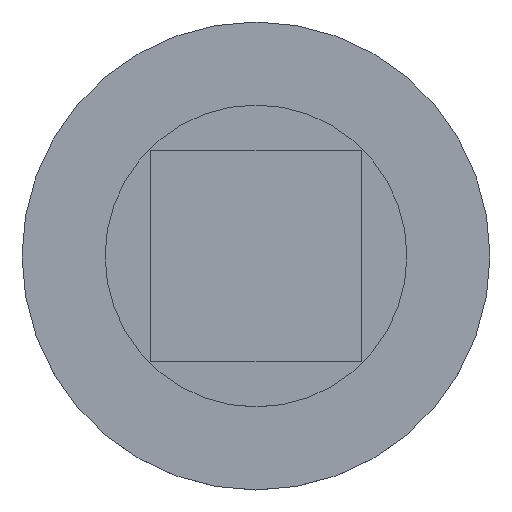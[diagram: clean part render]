
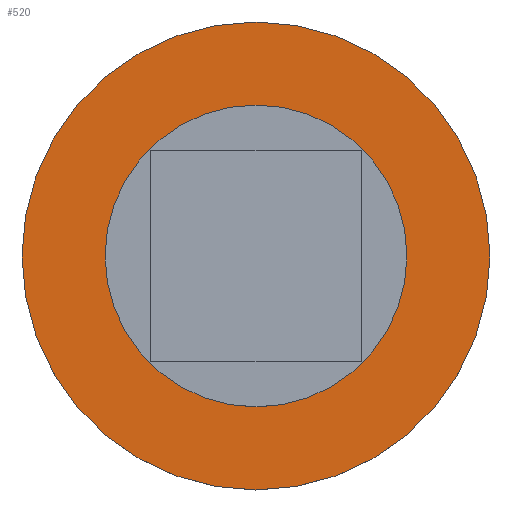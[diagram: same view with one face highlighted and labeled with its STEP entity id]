
A CAD part, top view. The second image highlights one B-rep face of the part: STEP entity #520.
In plain terms, the highlighted planar face has unit normal (0, 0, 1).
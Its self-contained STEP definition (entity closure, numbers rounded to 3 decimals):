
#60 = CARTESIAN_POINT ( 'NONE',  ( 32.25, 0., 12.058 ) ) ;
#69 = CARTESIAN_POINT ( 'NONE',  ( 0., 0., 12.058 ) ) ;
#76 = CARTESIAN_POINT ( 'NONE',  ( -32.25, 0., 12.058 ) ) ;
#77 = DIRECTION ( 'NONE',  ( 1., 0., 0. ) ) ;
#78 = DIRECTION ( 'NONE',  ( 0., 0., 1. ) ) ;
#79 = AXIS2_PLACEMENT_3D ( 'NONE', #69, #78, #77 ) ;
#80 = CIRCLE ( 'NONE', #79, 32.25 ) ;
#99 = CIRCLE ( 'NONE', #117, 50. ) ;
#106 = CARTESIAN_POINT ( 'NONE',  ( 50., 0., 12.058 ) ) ;
#108 = CARTESIAN_POINT ( 'NONE',  ( 0., 0., 12.058 ) ) ;
#109 = DIRECTION ( 'NONE',  ( 0., 0., -1. ) ) ;
#110 = CARTESIAN_POINT ( 'NONE',  ( -50., 0., 12.058 ) ) ;
#111 = DIRECTION ( 'NONE',  ( -1., 0., 0. ) ) ;
#117 = AXIS2_PLACEMENT_3D ( 'NONE', #108, #109, #111 ) ;
#137 = PLANE ( 'NONE',  #138 ) ;
#138 = AXIS2_PLACEMENT_3D ( 'NONE', #147, #146, #145 ) ;
#145 = DIRECTION ( 'NONE',  ( -1., 0., 0. ) ) ;
#146 = DIRECTION ( 'NONE',  ( 0., 0., -1. ) ) ;
#147 = CARTESIAN_POINT ( 'NONE',  ( 0., 57.735, 12.058 ) ) ;
#151 = FACE_OUTER_BOUND ( 'NONE', #537, .T. ) ;
#152 = FACE_BOUND ( 'NONE', #523, .T. ) ;
#237 = DIRECTION ( 'NONE',  ( -1., 0., 0. ) ) ;
#238 = DIRECTION ( 'NONE',  ( 0., 0., -1. ) ) ;
#239 = CARTESIAN_POINT ( 'NONE',  ( 0., 0., 12.058 ) ) ;
#252 = DIRECTION ( 'NONE',  ( 1., 0., 0. ) ) ;
#253 = DIRECTION ( 'NONE',  ( 0., 0., 1. ) ) ;
#254 = CARTESIAN_POINT ( 'NONE',  ( 0., 0., 12.058 ) ) ;
#256 = AXIS2_PLACEMENT_3D ( 'NONE', #239, #238, #237 ) ;
#257 = CIRCLE ( 'NONE', #256, 50. ) ;
#269 = AXIS2_PLACEMENT_3D ( 'NONE', #254, #253, #252 ) ;
#270 = CIRCLE ( 'NONE', #269, 32.25 ) ;
#468 = EDGE_CURVE ( 'NONE', #492, #469, #80, .T. ) ;
#469 = VERTEX_POINT ( 'NONE', #76 ) ;
#492 = VERTEX_POINT ( 'NONE', #60 ) ;
#500 = VERTEX_POINT ( 'NONE', #110 ) ;
#502 = EDGE_CURVE ( 'NONE', #500, #503, #99, .T. ) ;
#503 = VERTEX_POINT ( 'NONE', #106 ) ;
#520 = ADVANCED_FACE ( 'NONE', ( #152, #151 ), #137, .F. ) ;
#523 = EDGE_LOOP ( 'NONE', ( #528, #527 ) ) ;
#526 = ORIENTED_EDGE ( 'NONE', *, *, #502, .F. ) ;
#527 = ORIENTED_EDGE ( 'NONE', *, *, #612, .F. ) ;
#528 = ORIENTED_EDGE ( 'NONE', *, *, #468, .F. ) ;
#536 = EDGE_CURVE ( 'NONE', #503, #500, #257, .T. ) ;
#537 = EDGE_LOOP ( 'NONE', ( #539, #526 ) ) ;
#539 = ORIENTED_EDGE ( 'NONE', *, *, #536, .F. ) ;
#612 = EDGE_CURVE ( 'NONE', #469, #492, #270, .T. ) ;
